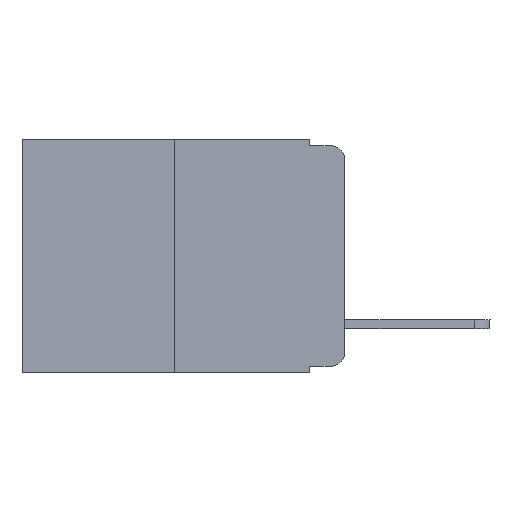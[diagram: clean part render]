
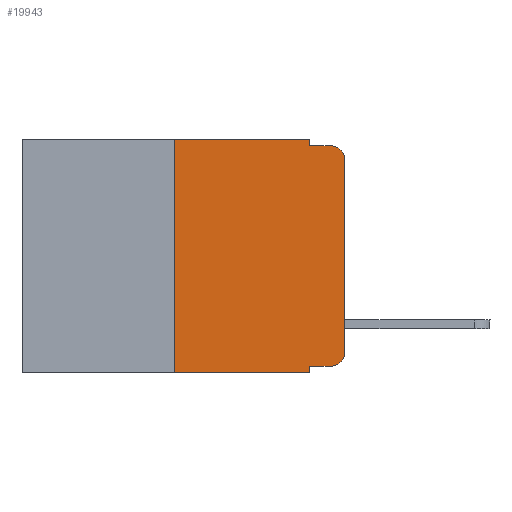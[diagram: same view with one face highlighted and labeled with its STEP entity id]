
A CAD part, left-side view. The second image highlights one B-rep face of the part: STEP entity #19943.
In plain terms, the highlighted planar face has unit normal (-1, 0, 0).
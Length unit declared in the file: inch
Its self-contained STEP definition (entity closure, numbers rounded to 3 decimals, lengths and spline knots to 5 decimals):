
#1158 = EDGE_CURVE ( 'NONE', #18855, #11438, #17359, .T. ) ;
#1416 = DIRECTION ( 'NONE',  ( 0., 0., -1. ) ) ;
#1444 = EDGE_CURVE ( 'NONE', #17277, #13948, #18682, .T. ) ;
#1636 = CARTESIAN_POINT ( 'NONE',  ( 0., 0.02, -0.03 ) ) ;
#1716 = VECTOR ( 'NONE', #20465, 39.37008 ) ;
#1759 = LINE ( 'NONE', #19213, #14531 ) ;
#2141 = ORIENTED_EDGE ( 'NONE', *, *, #14391, .T. ) ;
#2551 = PLANE ( 'NONE',  #2675 ) ;
#2675 = AXIS2_PLACEMENT_3D ( 'NONE', #4214, #10552, #16881 ) ;
#2853 = DIRECTION ( 'NONE',  ( 0., 0., 1. ) ) ;
#2988 = DIRECTION ( 'NONE',  ( -1., 0., 0. ) ) ;
#3412 = DIRECTION ( 'NONE',  ( -1., 0., 0. ) ) ;
#4102 = FACE_OUTER_BOUND ( 'NONE', #17907, .T. ) ;
#4214 = CARTESIAN_POINT ( 'NONE',  ( 0., 0.473, 0. ) ) ;
#4277 = CIRCLE ( 'NONE', #9573, 0.02 ) ;
#4591 = ORIENTED_EDGE ( 'NONE', *, *, #7543, .F. ) ;
#4990 = DIRECTION ( 'NONE',  ( 0., 0., -1. ) ) ;
#5032 = EDGE_CURVE ( 'NONE', #19745, #14638, #13711, .T. ) ;
#5482 = VERTEX_POINT ( 'NONE', #6399 ) ;
#5634 = CARTESIAN_POINT ( 'NONE',  ( 0., 0.473, -0.343 ) ) ;
#5755 = ORIENTED_EDGE ( 'NONE', *, *, #9384, .T. ) ;
#6130 = VECTOR ( 'NONE', #10416, 39.37008 ) ;
#6230 = CARTESIAN_POINT ( 'NONE',  ( 0., 0., -0.313 ) ) ;
#6356 = DIRECTION ( 'NONE',  ( 0., -1., 0. ) ) ;
#6399 = CARTESIAN_POINT ( 'NONE',  ( 0., 0.02, -0.01 ) ) ;
#6564 = CARTESIAN_POINT ( 'NONE',  ( 0., 0.051, -0.01 ) ) ;
#7543 = EDGE_CURVE ( 'NONE', #19287, #18855, #8669, .T. ) ;
#7740 = CARTESIAN_POINT ( 'NONE',  ( 0., 0.25, 0. ) ) ;
#7839 = VECTOR ( 'NONE', #6356, 39.37008 ) ;
#8010 = VERTEX_POINT ( 'NONE', #10213 ) ;
#8115 = DIRECTION ( 'NONE',  ( 0., 0., -1. ) ) ;
#8212 = VECTOR ( 'NONE', #2853, 39.37008 ) ;
#8324 = CARTESIAN_POINT ( 'NONE',  ( 0., 0.051, -0.343 ) ) ;
#8669 = LINE ( 'NONE', #11788, #14406 ) ;
#9339 = CARTESIAN_POINT ( 'NONE',  ( 0., 0.051, 0. ) ) ;
#9384 = EDGE_CURVE ( 'NONE', #8010, #10931, #19871, .T. ) ;
#9573 = AXIS2_PLACEMENT_3D ( 'NONE', #1636, #3412, #1416 ) ;
#10213 = CARTESIAN_POINT ( 'NONE',  ( 0., 0.25, -0.343 ) ) ;
#10416 = DIRECTION ( 'NONE',  ( 0., -1., 0. ) ) ;
#10552 = DIRECTION ( 'NONE',  ( 1., 0., 0. ) ) ;
#10650 = CARTESIAN_POINT ( 'NONE',  ( 0., 0.02, -0.333 ) ) ;
#10723 = ORIENTED_EDGE ( 'NONE', *, *, #18594, .F. ) ;
#10741 = CARTESIAN_POINT ( 'NONE',  ( 0., 0.25, 0. ) ) ;
#10809 = ORIENTED_EDGE ( 'NONE', *, *, #5032, .T. ) ;
#10817 = EDGE_CURVE ( 'NONE', #11438, #5482, #19127, .T. ) ;
#10931 = VERTEX_POINT ( 'NONE', #8324 ) ;
#11106 = CARTESIAN_POINT ( 'NONE',  ( 0., 0., -0.03 ) ) ;
#11395 = CARTESIAN_POINT ( 'NONE',  ( 0., 0.051, -0.333 ) ) ;
#11438 = VERTEX_POINT ( 'NONE', #13538 ) ;
#11788 = CARTESIAN_POINT ( 'NONE',  ( 0., 0.473, 0. ) ) ;
#12209 = ORIENTED_EDGE ( 'NONE', *, *, #18959, .T. ) ;
#13538 = CARTESIAN_POINT ( 'NONE',  ( 0., 0.051, -0.01 ) ) ;
#13604 = DIRECTION ( 'NONE',  ( 0., 0., 1. ) ) ;
#13711 = LINE ( 'NONE', #20058, #1716 ) ;
#13895 = VECTOR ( 'NONE', #8115, 39.37008 ) ;
#13948 = VERTEX_POINT ( 'NONE', #11106 ) ;
#13951 = LINE ( 'NONE', #10741, #8212 ) ;
#14391 = EDGE_CURVE ( 'NONE', #14638, #17277, #18849, .T. ) ;
#14406 = VECTOR ( 'NONE', #17810, 39.37008 ) ;
#14465 = ORIENTED_EDGE ( 'NONE', *, *, #1158, .F. ) ;
#14531 = VECTOR ( 'NONE', #4990, 39.37008 ) ;
#14638 = VERTEX_POINT ( 'NONE', #10650 ) ;
#15748 = DIRECTION ( 'NONE',  ( 0., 0., -1. ) ) ;
#16881 = DIRECTION ( 'NONE',  ( 0., 0., -1. ) ) ;
#16933 = CARTESIAN_POINT ( 'NONE',  ( 0., 0., 0. ) ) ;
#17201 = AXIS2_PLACEMENT_3D ( 'NONE', #17206, #2988, #15748 ) ;
#17206 = CARTESIAN_POINT ( 'NONE',  ( 0., 0.02, -0.313 ) ) ;
#17277 = VERTEX_POINT ( 'NONE', #6230 ) ;
#17359 = LINE ( 'NONE', #19013, #13895 ) ;
#17604 = ORIENTED_EDGE ( 'NONE', *, *, #10817, .F. ) ;
#17810 = DIRECTION ( 'NONE',  ( 0., -1., 0. ) ) ;
#17907 = EDGE_LOOP ( 'NONE', ( #18334, #12209, #17604, #14465, #4591, #19392, #5755, #10723, #10809, #2141 ) ) ;
#18057 = EDGE_CURVE ( 'NONE', #8010, #19287, #13951, .T. ) ;
#18334 = ORIENTED_EDGE ( 'NONE', *, *, #1444, .T. ) ;
#18594 = EDGE_CURVE ( 'NONE', #19745, #10931, #1759, .T. ) ;
#18682 = LINE ( 'NONE', #16933, #19873 ) ;
#18849 = CIRCLE ( 'NONE', #17201, 0.02 ) ;
#18855 = VERTEX_POINT ( 'NONE', #9339 ) ;
#18959 = EDGE_CURVE ( 'NONE', #13948, #5482, #4277, .T. ) ;
#19013 = CARTESIAN_POINT ( 'NONE',  ( 0., 0.051, 0. ) ) ;
#19127 = LINE ( 'NONE', #6564, #7839 ) ;
#19213 = CARTESIAN_POINT ( 'NONE',  ( 0., 0.051, 0. ) ) ;
#19287 = VERTEX_POINT ( 'NONE', #7740 ) ;
#19392 = ORIENTED_EDGE ( 'NONE', *, *, #18057, .F. ) ;
#19745 = VERTEX_POINT ( 'NONE', #11395 ) ;
#19871 = LINE ( 'NONE', #5634, #6130 ) ;
#19873 = VECTOR ( 'NONE', #13604, 39.37008 ) ;
#19943 = ADVANCED_FACE ( 'NONE', ( #4102 ), #2551, .F. ) ;
#20058 = CARTESIAN_POINT ( 'NONE',  ( 0., 0.051, -0.333 ) ) ;
#20465 = DIRECTION ( 'NONE',  ( 0., -1., 0. ) ) ;
